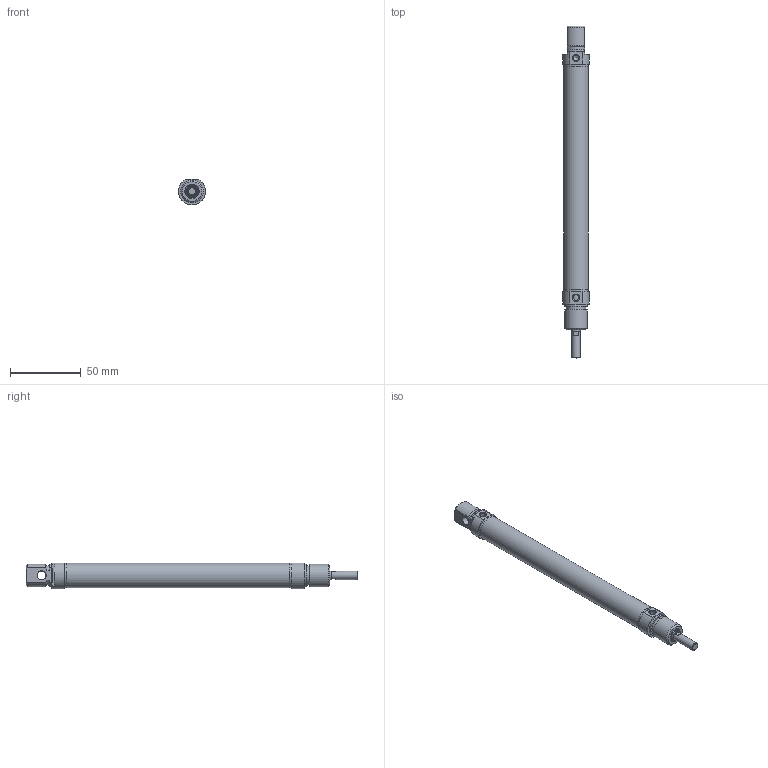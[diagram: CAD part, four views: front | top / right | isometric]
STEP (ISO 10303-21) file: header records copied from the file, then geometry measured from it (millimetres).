
FILE_DESCRIPTION( ( 'STEP AP214' ), '1' );
FILE_NAME( 'M-16-1000.stp', ' ', ( ' ' ), ( ' ' ), ' ', ' ', ' ' );
FILE_SCHEMA (('AUTOMOTIVE_DESIGN { 1 0 10303 214 3 1 1 }'));
Length unit declared in the file: centimetre
Products named in the file (1): (Unsaved)
Bounding box: 18.95 x 234 x 18.14 mm (x, y, z)
Volume: 21590.1 mm3; surface area: 25164.6 mm2
Topology: 4 solids, 4 shells, 526 faces, 1422 edges, 941 vertices
Faces by surface type: bspline 246, plane 222, cylinder 28, cone 23, torus 7
Full cylindrical faces by diameter (mm): 4 x1, 4.134 x2, 5.9 x1, 6 x2, 6.5 x1, 7.1 x1, 9 x1, 9.1 x1, 11.1 x1, 11.2 x1, 13.7 x1, 16 x3, 17.2 x2, 17.27 x1
Entity records: 18426 total; most frequent: CARTESIAN_POINT 7054, ORIENTED_EDGE 2732, DIRECTION 1518, EDGE_CURVE 1366, VERTEX_POINT 930, LINE 774, VECTOR 774, EDGE_LOOP 612
